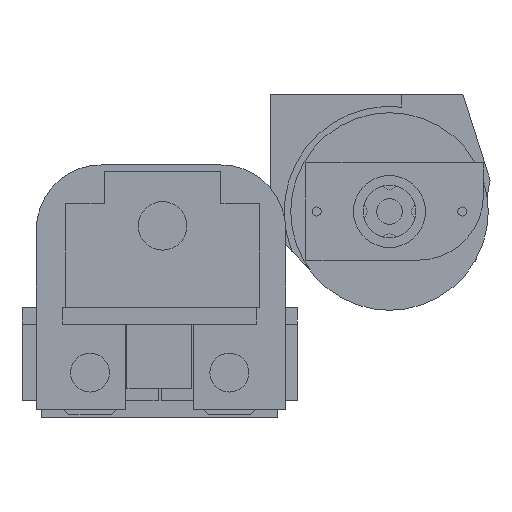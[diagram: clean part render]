
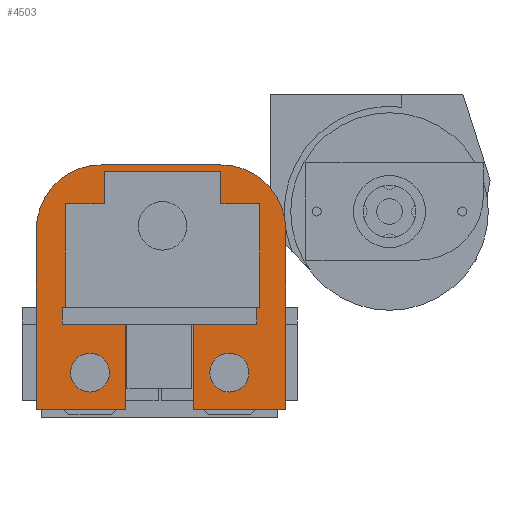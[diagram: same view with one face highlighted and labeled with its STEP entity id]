
A CAD part, left-side view. The second image highlights one B-rep face of the part: STEP entity #4503.
In plain terms, the highlighted planar face has unit normal (-1, 0, 0).
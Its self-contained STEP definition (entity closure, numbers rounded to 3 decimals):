
#116=FACE_BOUND('',#654,.T.);
#117=FACE_BOUND('',#655,.T.);
#118=FACE_BOUND('',#656,.T.);
#119=FACE_BOUND('',#657,.T.);
#120=FACE_BOUND('',#658,.T.);
#264=PLANE('',#4800);
#400=FACE_OUTER_BOUND('',#653,.T.);
#653=EDGE_LOOP('',(#3108,#3109,#3110,#3111,#3112,#3113,#3114,#3115,#3116,
#3117));
#654=EDGE_LOOP('',(#3118));
#655=EDGE_LOOP('',(#3119));
#656=EDGE_LOOP('',(#3120));
#657=EDGE_LOOP('',(#3121));
#658=EDGE_LOOP('',(#3122));
#1053=LINE('',#6659,#1417);
#1056=LINE('',#6665,#1420);
#1057=LINE('',#6667,#1421);
#1058=LINE('',#6669,#1422);
#1059=LINE('',#6671,#1423);
#1060=LINE('',#6673,#1424);
#1061=LINE('',#6675,#1425);
#1062=LINE('',#6677,#1426);
#1417=VECTOR('',#5304,10.);
#1420=VECTOR('',#5309,10.);
#1421=VECTOR('',#5310,10.);
#1422=VECTOR('',#5311,10.);
#1423=VECTOR('',#5312,10.);
#1424=VECTOR('',#5313,10.);
#1425=VECTOR('',#5314,10.);
#1426=VECTOR('',#5315,10.);
#1779=CIRCLE('',#4797,20.);
#1781=CIRCLE('',#4801,20.);
#1782=CIRCLE('',#4802,2.);
#1783=CIRCLE('',#4803,2.);
#1784=CIRCLE('',#4804,6.);
#1785=CIRCLE('',#4805,6.);
#1786=CIRCLE('',#4806,14.5);
#2016=VERTEX_POINT('',#6649);
#2017=VERTEX_POINT('',#6650);
#2020=VERTEX_POINT('',#6658);
#2022=VERTEX_POINT('',#6664);
#2023=VERTEX_POINT('',#6666);
#2024=VERTEX_POINT('',#6668);
#2025=VERTEX_POINT('',#6670);
#2026=VERTEX_POINT('',#6672);
#2027=VERTEX_POINT('',#6674);
#2028=VERTEX_POINT('',#6676);
#2029=VERTEX_POINT('',#6679);
#2030=VERTEX_POINT('',#6681);
#2031=VERTEX_POINT('',#6683);
#2032=VERTEX_POINT('',#6685);
#2033=VERTEX_POINT('',#6687);
#2453=EDGE_CURVE('',#2016,#2017,#1779,.T.);
#2457=EDGE_CURVE('',#2017,#2020,#1053,.F.);
#2460=EDGE_CURVE('',#2016,#2022,#1056,.T.);
#2461=EDGE_CURVE('',#2023,#2022,#1057,.F.);
#2462=EDGE_CURVE('',#2023,#2024,#1058,.T.);
#2463=EDGE_CURVE('',#2024,#2025,#1059,.T.);
#2464=EDGE_CURVE('',#2025,#2026,#1060,.T.);
#2465=EDGE_CURVE('',#2027,#2026,#1061,.F.);
#2466=EDGE_CURVE('',#2028,#2027,#1062,.F.);
#2467=EDGE_CURVE('',#2020,#2028,#1781,.T.);
#2468=EDGE_CURVE('',#2029,#2029,#1782,.T.);
#2469=EDGE_CURVE('',#2030,#2030,#1783,.T.);
#2470=EDGE_CURVE('',#2031,#2031,#1784,.T.);
#2471=EDGE_CURVE('',#2032,#2032,#1785,.T.);
#2472=EDGE_CURVE('',#2033,#2033,#1786,.T.);
#3108=ORIENTED_EDGE('',*,*,#2453,.F.);
#3109=ORIENTED_EDGE('',*,*,#2460,.T.);
#3110=ORIENTED_EDGE('',*,*,#2461,.F.);
#3111=ORIENTED_EDGE('',*,*,#2462,.T.);
#3112=ORIENTED_EDGE('',*,*,#2463,.T.);
#3113=ORIENTED_EDGE('',*,*,#2464,.T.);
#3114=ORIENTED_EDGE('',*,*,#2465,.F.);
#3115=ORIENTED_EDGE('',*,*,#2466,.F.);
#3116=ORIENTED_EDGE('',*,*,#2467,.F.);
#3117=ORIENTED_EDGE('',*,*,#2457,.F.);
#3118=ORIENTED_EDGE('',*,*,#2468,.T.);
#3119=ORIENTED_EDGE('',*,*,#2469,.T.);
#3120=ORIENTED_EDGE('',*,*,#2470,.T.);
#3121=ORIENTED_EDGE('',*,*,#2471,.T.);
#3122=ORIENTED_EDGE('',*,*,#2472,.T.);
#4503=ADVANCED_FACE('',(#400,#116,#117,#118,#119,#120),#264,.F.);
#4797=AXIS2_PLACEMENT_3D('',#6651,#5296,#5297);
#4800=AXIS2_PLACEMENT_3D('',#6663,#5307,#5308);
#4801=AXIS2_PLACEMENT_3D('',#6678,#5316,#5317);
#4802=AXIS2_PLACEMENT_3D('',#6680,#5318,#5319);
#4803=AXIS2_PLACEMENT_3D('',#6682,#5320,#5321);
#4804=AXIS2_PLACEMENT_3D('',#6684,#5322,#5323);
#4805=AXIS2_PLACEMENT_3D('',#6686,#5324,#5325);
#4806=AXIS2_PLACEMENT_3D('',#6688,#5326,#5327);
#5296=DIRECTION('center_axis',(1.,0.,0.));
#5297=DIRECTION('ref_axis',(0.,0.707,0.707));
#5304=DIRECTION('',(0.,1.,0.));
#5307=DIRECTION('center_axis',(1.,0.,0.));
#5308=DIRECTION('ref_axis',(0.,0.,
1.));
#5309=DIRECTION('',(0.,0.,-1.));
#5310=DIRECTION('',(0.,-1.,0.));
#5311=DIRECTION('',(0.,0.,1.));
#5312=DIRECTION('',(0.,-1.,0.));
#5313=DIRECTION('',(0.,0.,-1.));
#5314=DIRECTION('',(0.,-1.,0.));
#5315=DIRECTION('',(0.,0.,1.));
#5316=DIRECTION('center_axis',(1.,0.,0.));
#5317=DIRECTION('ref_axis',(0.,-0.707,0.707));
#5318=DIRECTION('center_axis',(1.,0.,0.));
#5319=DIRECTION('ref_axis',(0.,1.,0.));
#5320=DIRECTION('center_axis',(1.,0.,0.));
#5321=DIRECTION('ref_axis',(0.,1.,0.));
#5322=DIRECTION('center_axis',(1.,0.,0.));
#5323=DIRECTION('ref_axis',(0.,1.,0.));
#5324=DIRECTION('center_axis',(1.,0.,0.));
#5325=DIRECTION('ref_axis',(0.,1.,0.));
#5326=DIRECTION('center_axis',(1.,0.,0.));
#5327=DIRECTION('ref_axis',(0.,0.,
-1.));
#6649=CARTESIAN_POINT('',(-60.,63.592,26.105));
#6650=CARTESIAN_POINT('',(-60.,43.592,46.105));
#6651=CARTESIAN_POINT('Origin',(-60.,43.592,26.105));
#6658=CARTESIAN_POINT('',(-60.,6.592,46.105));
#6659=CARTESIAN_POINT('',(-60.,30.592,46.105));
#6663=CARTESIAN_POINT('Origin',(-60.,50.592,1.605));
#6664=CARTESIAN_POINT('',(-60.,63.592,-29.395));
#6665=CARTESIAN_POINT('',(-60.,63.592,14.105));
#6666=CARTESIAN_POINT('',(-60.,36.092,-29.395));
#6667=CARTESIAN_POINT('',(-60.,28.592,-29.395));
#6668=CARTESIAN_POINT('',(-60.,36.092,8.105));
#6669=CARTESIAN_POINT('',(-60.,36.092,-0.697));
#6670=CARTESIAN_POINT('',(-60.,15.092,8.105));
#6671=CARTESIAN_POINT('',(-60.,38.046,8.105));
#6672=CARTESIAN_POINT('',(-60.,15.092,-29.395));
#6673=CARTESIAN_POINT('',(-60.,15.092,-0.697));
#6674=CARTESIAN_POINT('',(-60.,-13.408,-29.395));
#6675=CARTESIAN_POINT('',(-60.,28.592,-29.395));
#6676=CARTESIAN_POINT('',(-60.,-13.408,26.105));
#6677=CARTESIAN_POINT('',(-60.,-13.408,14.105));
#6678=CARTESIAN_POINT('Origin',(-60.,6.592,26.105));
#6679=CARTESIAN_POINT('',(-60.,42.592,26.605));
#6680=CARTESIAN_POINT('Origin',(-60.,44.592,26.605));
#6681=CARTESIAN_POINT('',(-60.,4.592,26.605));
#6682=CARTESIAN_POINT('Origin',(-60.,6.592,26.605));
#6683=CARTESIAN_POINT('',(-60.,-2.,-18.));
#6684=CARTESIAN_POINT('Origin',(-60.,4.,-18.));
#6685=CARTESIAN_POINT('',(-60.,41.,-18.));
#6686=CARTESIAN_POINT('Origin',(-60.,47.,-18.));
#6687=CARTESIAN_POINT('',(-60.,25.592,41.105));
#6688=CARTESIAN_POINT('Origin',(-60.,25.592,26.605));
